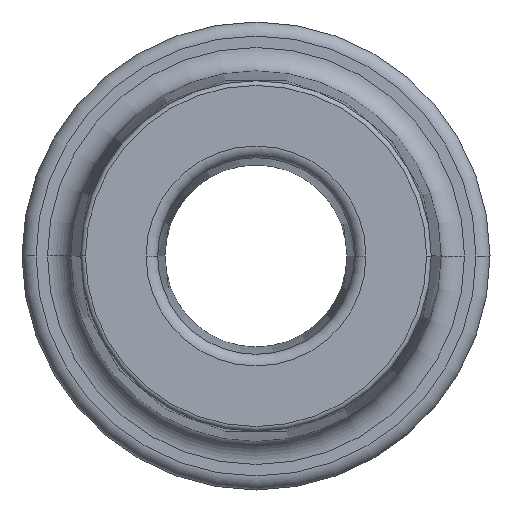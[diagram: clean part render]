
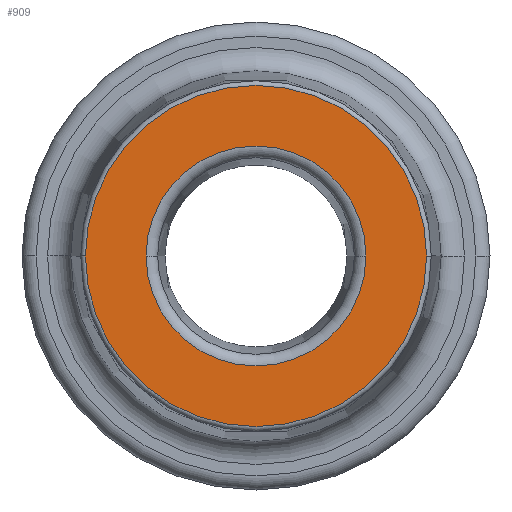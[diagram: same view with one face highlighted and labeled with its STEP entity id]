
A CAD part, left-side view. The second image highlights one B-rep face of the part: STEP entity #909.
In plain terms, the highlighted planar face has unit normal (-1, 0, 0).
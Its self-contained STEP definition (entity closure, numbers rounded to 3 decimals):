
#15 = AXIS2_PLACEMENT_3D ( 'NONE', #546, #98, #345 ) ;
#36 = ORIENTED_EDGE ( 'NONE', *, *, #357, .T. ) ;
#45 = VERTEX_POINT ( 'NONE', #496 ) ;
#63 = DIRECTION ( 'NONE',  ( 0., -1., 0. ) ) ;
#98 = DIRECTION ( 'NONE',  ( 1., 0., 0. ) ) ;
#109 = CARTESIAN_POINT ( 'NONE',  ( -21., 0., 0. ) ) ;
#131 = EDGE_CURVE ( 'NONE', #789, #930, #421, .T. ) ;
#159 = CIRCLE ( 'NONE', #1114, 7.29 ) ;
#209 = VERTEX_POINT ( 'NONE', #437 ) ;
#231 = CARTESIAN_POINT ( 'NONE',  ( -21., 7.29, 0. ) ) ;
#234 = CARTESIAN_POINT ( 'NONE',  ( -21., 4.225, 0. ) ) ;
#243 = DIRECTION ( 'NONE',  ( -1., 0., 0. ) ) ;
#313 = FACE_OUTER_BOUND ( 'NONE', #1124, .T. ) ;
#345 = DIRECTION ( 'NONE',  ( 0., -1., 0. ) ) ;
#357 = EDGE_CURVE ( 'NONE', #45, #209, #461, .T. ) ;
#392 = ORIENTED_EDGE ( 'NONE', *, *, #131, .T. ) ;
#421 = CIRCLE ( 'NONE', #844, 7.29 ) ;
#437 = CARTESIAN_POINT ( 'NONE',  ( -21., 4.699, 0. ) ) ;
#461 = CIRCLE ( 'NONE', #15, 4.699 ) ;
#485 = EDGE_LOOP ( 'NONE', ( #36, #492 ) ) ;
#492 = ORIENTED_EDGE ( 'NONE', *, *, #814, .T. ) ;
#496 = CARTESIAN_POINT ( 'NONE',  ( -21., -4.699, 0. ) ) ;
#520 = AXIS2_PLACEMENT_3D ( 'NONE', #609, #702, #1081 ) ;
#546 = CARTESIAN_POINT ( 'NONE',  ( -21., 0., 0. ) ) ;
#553 = ORIENTED_EDGE ( 'NONE', *, *, #1130, .T. ) ;
#609 = CARTESIAN_POINT ( 'NONE',  ( -21., 0., 0. ) ) ;
#695 = DIRECTION ( 'NONE',  ( 0., -1., 0. ) ) ;
#702 = DIRECTION ( 'NONE',  ( 1., 0., 0. ) ) ;
#728 = DIRECTION ( 'NONE',  ( -1., 0., 0. ) ) ;
#744 = FACE_BOUND ( 'NONE', #485, .T. ) ;
#777 = PLANE ( 'NONE',  #1005 ) ;
#789 = VERTEX_POINT ( 'NONE', #231 ) ;
#791 = CARTESIAN_POINT ( 'NONE',  ( -21., -7.29, 0. ) ) ;
#814 = EDGE_CURVE ( 'NONE', #209, #45, #1054, .T. ) ;
#844 = AXIS2_PLACEMENT_3D ( 'NONE', #1068, #243, #63 ) ;
#887 = DIRECTION ( 'NONE',  ( -1., 0., 0. ) ) ;
#909 = ADVANCED_FACE ( 'NONE', ( #313, #744 ), #777, .T. ) ;
#930 = VERTEX_POINT ( 'NONE', #791 ) ;
#1005 = AXIS2_PLACEMENT_3D ( 'NONE', #234, #887, #695 ) ;
#1054 = CIRCLE ( 'NONE', #520, 4.699 ) ;
#1068 = CARTESIAN_POINT ( 'NONE',  ( -21., 0., 0. ) ) ;
#1081 = DIRECTION ( 'NONE',  ( 0., -1., 0. ) ) ;
#1108 = DIRECTION ( 'NONE',  ( 0., -1., 0. ) ) ;
#1114 = AXIS2_PLACEMENT_3D ( 'NONE', #109, #728, #1108 ) ;
#1124 = EDGE_LOOP ( 'NONE', ( #553, #392 ) ) ;
#1130 = EDGE_CURVE ( 'NONE', #930, #789, #159, .T. ) ;
